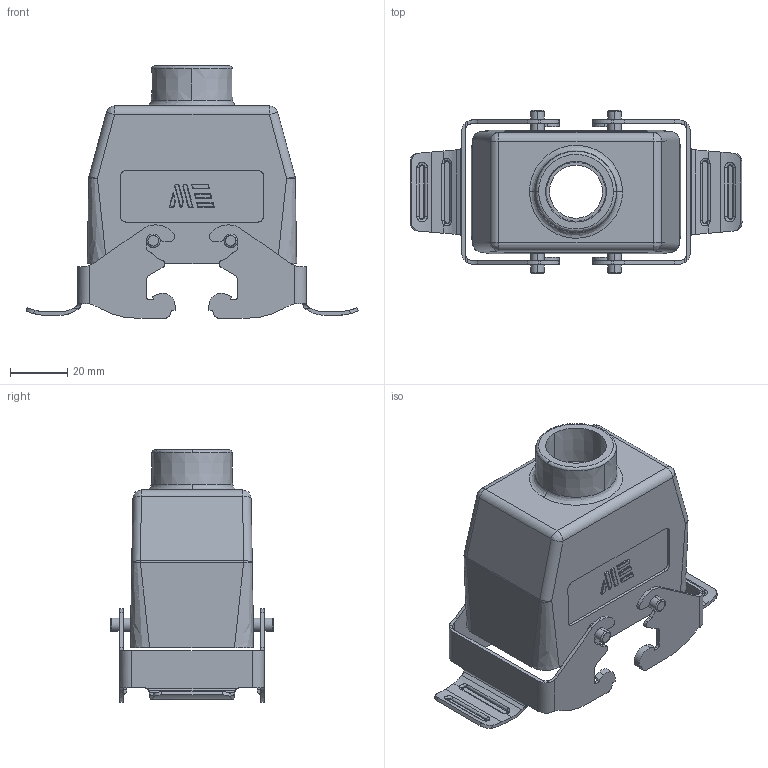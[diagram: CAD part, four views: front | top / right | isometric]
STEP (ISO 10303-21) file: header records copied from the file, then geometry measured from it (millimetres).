
FILE_DESCRIPTION (( 'STEP AP203' ), '1' );
FILE_NAME ('291503005S.step', '2025-02-12T17:52:25', ( '' ), ( '' ), 'SwSTEP 2.0', 'SolidWorks 2024', '' );
FILE_SCHEMA (( 'CONFIG_CONTROL_DESIGN' ));
Length unit declared in the file: inch
Products named in the file (1): 291503005S
Bounding box: 115.8 x 57 x 88 mm (x, y, z)
Volume: 55932 mm3; surface area: 40505 mm2
Topology: 1 solids, 1 shells, 595 faces, 1558 edges, 992 vertices
Faces by surface type: cylinder 274, plane 243, bspline 70, cone 8
Entity records: 21987 total; most frequent: CARTESIAN_POINT 7998, ORIENTED_EDGE 3108, DIRECTION 2606, EDGE_CURVE 1554, VERTEX_POINT 992, LINE 894, VECTOR 894, AXIS2_PLACEMENT_3D 856
